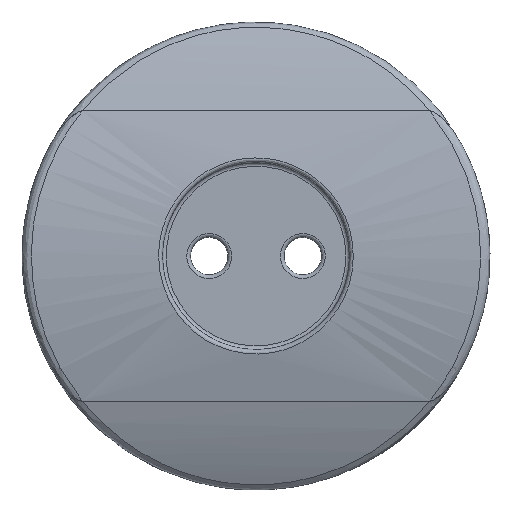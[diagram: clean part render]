
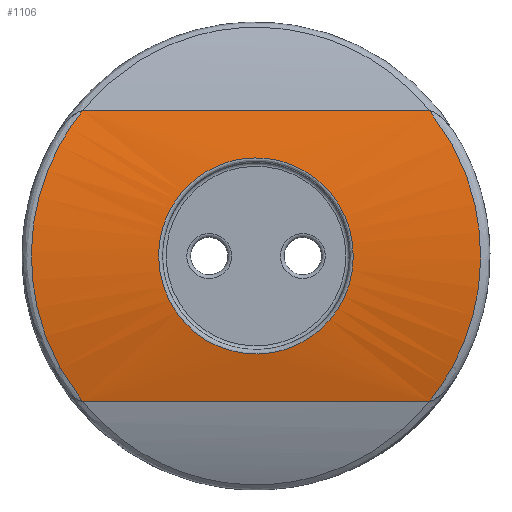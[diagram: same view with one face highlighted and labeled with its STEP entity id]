
A CAD part, top view. The second image highlights one B-rep face of the part: STEP entity #1106.
In plain terms, the highlighted free-form (B-spline) face has degree [2, 1] with [3, 2] control points.
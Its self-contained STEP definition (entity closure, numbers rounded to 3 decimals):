
#999 = VERTEX_POINT('',#1000);
#1000 = CARTESIAN_POINT('',(-6.289,0.,
    7.861));
#1006 = EDGE_CURVE('',#999,#999,#1007,.T.);
#1007 = B_SPLINE_CURVE_WITH_KNOTS('',3,(#1008,#1009,#1010,#1011,#1012,
    #1013,#1014,#1015,#1016,#1017,#1018,#1019,#1020,#1021,#1022,#1023),
  .UNSPECIFIED.,.T.,.F.,(1,3,1,1,1,1,1,1,1,1,1,1,1,1,3,1),(
    0.535,0.755,0.976,1.196,
    1.417,1.637,2.078,2.519,
    2.574,2.74,2.96,3.181,
    3.401,3.622,3.842,4.063),
  .UNSPECIFIED.);
#1008 = CARTESIAN_POINT('',(-6.289,0.,
    7.861));
#1009 = CARTESIAN_POINT('',(-6.289,-0.95,
    7.861));
#1010 = CARTESIAN_POINT('',(-5.857,-2.846,
    7.775));
#1011 = CARTESIAN_POINT('',(-4.055,-5.123,
    7.48));
#1012 = CARTESIAN_POINT('',(-1.455,-6.38,
    7.247));
#1013 = CARTESIAN_POINT('',(2.428,-6.404,
    7.234));
#1014 = CARTESIAN_POINT('',(6.476,-3.158,
    7.866));
#1015 = CARTESIAN_POINT('',(6.492,1.313,7.901
    ));
#1016 = CARTESIAN_POINT('',(5.101,3.792,7.647)
  );
#1017 = CARTESIAN_POINT('',(3.843,5.226,7.466
    ));
#1018 = CARTESIAN_POINT('',(1.45,6.386,7.241
    ));
#1019 = CARTESIAN_POINT('',(-1.452,6.387,
    7.245));
#1020 = CARTESIAN_POINT('',(-4.057,5.119,7.481
    ));
#1021 = CARTESIAN_POINT('',(-5.856,2.848,
    7.775));
#1022 = CARTESIAN_POINT('',(-6.289,0.95,7.861
    ));
#1023 = CARTESIAN_POINT('',(-6.289,0.,
    7.861));
#1106 = ADVANCED_FACE('',(#1107,#1145),#1148,.T.);
#1107 = FACE_BOUND('',#1108,.T.);
#1108 = EDGE_LOOP('',(#1109,#1122,#1129,#1140));
#1109 = ORIENTED_EDGE('',*,*,#1110,.F.);
#1110 = EDGE_CURVE('',#1111,#1113,#1115,.T.);
#1111 = VERTEX_POINT('',#1112);
#1112 = CARTESIAN_POINT('',(-11.222,-9.373,6.515
    ));
#1113 = VERTEX_POINT('',#1114);
#1114 = CARTESIAN_POINT('',(-11.222,9.373,6.515)
  );
#1115 = B_SPLINE_CURVE_WITH_KNOTS('',3,(#1116,#1117,#1118,#1119,#1120,
    #1121),.UNSPECIFIED.,.F.,.F.,(4,1,1,4),(0.011,
    0.487,0.963,1.678),.UNSPECIFIED.);
#1116 = CARTESIAN_POINT('',(-11.222,-9.373,6.515
    ));
#1117 = CARTESIAN_POINT('',(-12.409,-7.898,6.947
    ));
#1118 = CARTESIAN_POINT('',(-14.237,-4.463,
    7.726));
#1119 = CARTESIAN_POINT('',(-14.928,2.514,
    8.058));
#1120 = CARTESIAN_POINT('',(-13.002,7.161,7.163
    ));
#1121 = CARTESIAN_POINT('',(-11.222,9.373,6.515)
  );
#1122 = ORIENTED_EDGE('',*,*,#1123,.T.);
#1123 = EDGE_CURVE('',#1111,#1124,#1126,.T.);
#1124 = VERTEX_POINT('',#1125);
#1125 = CARTESIAN_POINT('',(11.222,-9.373,6.515
    ));
#1126 = B_SPLINE_CURVE_WITH_KNOTS('',1,(#1127,#1128),.UNSPECIFIED.,.F.,
  .F.,(2,2),(0.529,19.086),.PIECEWISE_BEZIER_KNOTS.);
#1127 = CARTESIAN_POINT('',(-11.222,-9.373,6.515
    ));
#1128 = CARTESIAN_POINT('',(11.222,-9.373,6.515
    ));
#1129 = ORIENTED_EDGE('',*,*,#1130,.F.);
#1130 = EDGE_CURVE('',#1131,#1124,#1133,.T.);
#1131 = VERTEX_POINT('',#1132);
#1132 = CARTESIAN_POINT('',(11.222,9.373,6.515)
  );
#1133 = B_SPLINE_CURVE_WITH_KNOTS('',3,(#1134,#1135,#1136,#1137,#1138,
    #1139),.UNSPECIFIED.,.F.,.F.,(4,1,1,4),(0.011,
    0.487,0.963,1.678),.UNSPECIFIED.);
#1134 = CARTESIAN_POINT('',(11.222,9.373,6.515)
  );
#1135 = CARTESIAN_POINT('',(12.409,7.898,
    6.947));
#1136 = CARTESIAN_POINT('',(14.237,4.463,
    7.726));
#1137 = CARTESIAN_POINT('',(14.928,-2.514,8.058
    ));
#1138 = CARTESIAN_POINT('',(13.002,-7.161,7.163
    ));
#1139 = CARTESIAN_POINT('',(11.222,-9.373,6.515)
  );
#1140 = ORIENTED_EDGE('',*,*,#1141,.T.);
#1141 = EDGE_CURVE('',#1131,#1113,#1142,.T.);
#1142 = B_SPLINE_CURVE_WITH_KNOTS('',1,(#1143,#1144),.UNSPECIFIED.,.F.,
  .F.,(2,2),(0.529,19.086),.PIECEWISE_BEZIER_KNOTS.);
#1143 = CARTESIAN_POINT('',(11.222,9.373,6.515)
  );
#1144 = CARTESIAN_POINT('',(-11.222,9.373,6.515)
  );
#1145 = FACE_BOUND('',#1146,.T.);
#1146 = EDGE_LOOP('',(#1147));
#1147 = ORIENTED_EDGE('',*,*,#1006,.F.);
#1148 = ( BOUNDED_SURFACE() B_SPLINE_SURFACE(2,1,(
    (#1149,#1150)
    ,(#1151,#1152)
    ,(#1153,#1154
)),.UNSPECIFIED.,.F.,.F.,.F.) B_SPLINE_SURFACE_WITH_KNOTS((3,3),(2,2),(
    3.327,3.898),(-12.008,12.008),
.PIECEWISE_BEZIER_KNOTS.) GEOMETRIC_REPRESENTATION_ITEM() 
RATIONAL_B_SPLINE_SURFACE((
    (1.,1.)
    ,(0.96,0.96)
,(1.,1.))) REPRESENTATION_ITEM('') SURFACE() );
#1149 = CARTESIAN_POINT('',(-14.522,9.373,6.515)
  );
#1150 = CARTESIAN_POINT('',(14.522,9.373,6.515)
  );
#1151 = CARTESIAN_POINT('',(-14.522,0.,
    9.263));
#1152 = CARTESIAN_POINT('',(14.522,0.,
    9.263));
#1153 = CARTESIAN_POINT('',(-14.522,-9.373,6.515
    ));
#1154 = CARTESIAN_POINT('',(14.522,-9.373,6.515
    ));
